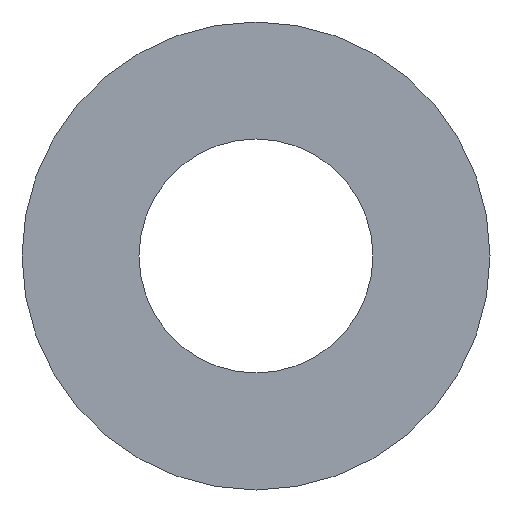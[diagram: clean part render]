
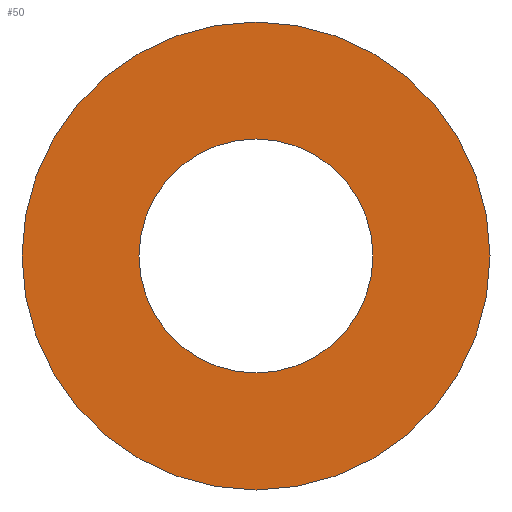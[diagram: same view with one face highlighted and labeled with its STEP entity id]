
A CAD part, front view. The second image highlights one B-rep face of the part: STEP entity #50.
In plain terms, the highlighted planar face has unit normal (0, -1, 0).
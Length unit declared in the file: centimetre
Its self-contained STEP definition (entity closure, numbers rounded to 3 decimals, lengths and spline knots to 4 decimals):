
#18=PLANE('',#58);
#22=FACE_BOUND('',#31,.T.);
#25=FACE_OUTER_BOUND('',#30,.T.);
#30=EDGE_LOOP('',(#45));
#31=EDGE_LOOP('',(#46));
#33=CIRCLE('',#55,1.);
#34=CIRCLE('',#57,0.5);
#36=VERTEX_POINT('',#77);
#37=VERTEX_POINT('',#80);
#39=EDGE_CURVE('',#36,#36,#33,.T.);
#40=EDGE_CURVE('',#37,#37,#34,.T.);
#45=ORIENTED_EDGE('',*,*,#39,.F.);
#46=ORIENTED_EDGE('',*,*,#40,.F.);
#50=ADVANCED_FACE('',(#25,#22),#18,.F.);
#55=AXIS2_PLACEMENT_3D('',#78,#65,#66);
#57=AXIS2_PLACEMENT_3D('',#81,#69,#70);
#58=AXIS2_PLACEMENT_3D('',#82,#71,#72);
#65=DIRECTION('center_axis',(0.,1.,0.));
#66=DIRECTION('ref_axis',(1.,0.,0.));
#69=DIRECTION('center_axis',(0.,-1.,0.));
#70=DIRECTION('ref_axis',(1.,0.,0.));
#71=DIRECTION('center_axis',(0.,1.,0.));
#72=DIRECTION('ref_axis',(1.,0.,0.));
#77=CARTESIAN_POINT('',(0.,0.,1.));
#78=CARTESIAN_POINT('Origin',(0.,0.,0.));
#80=CARTESIAN_POINT('',(-0.5,0.,0.));
#81=CARTESIAN_POINT('Origin',(0.,0.,0.));
#82=CARTESIAN_POINT('Origin',(0.,0.,0.));
